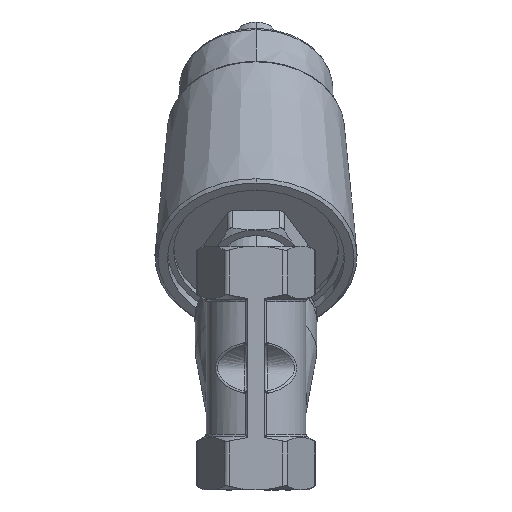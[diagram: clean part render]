
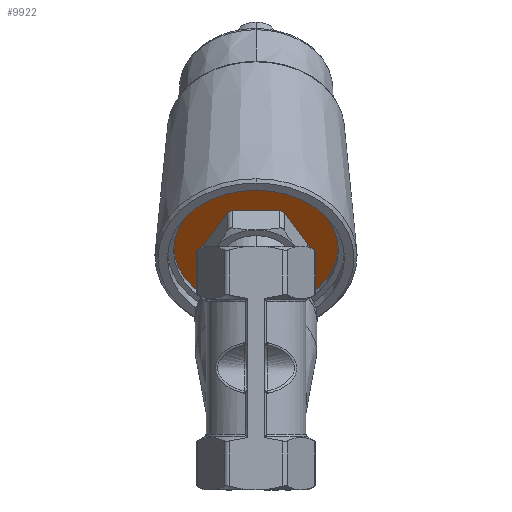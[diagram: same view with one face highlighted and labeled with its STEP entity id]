
A CAD part, front view. The second image highlights one B-rep face of the part: STEP entity #9922.
In plain terms, the highlighted planar face has unit normal (0, -0.766, -0.643).
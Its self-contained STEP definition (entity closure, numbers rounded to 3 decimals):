
#68 = EDGE_LOOP ( 'NONE', ( #10691, #23354 ) ) ;
#403 = AXIS2_PLACEMENT_3D ( 'NONE', #9118, #29362, #12057 ) ;
#463 = AXIS2_PLACEMENT_3D ( 'NONE', #33609, #16259, #36525 ) ;
#1480 = VERTEX_POINT ( 'NONE', #32916 ) ;
#1515 = VERTEX_POINT ( 'NONE', #32787 ) ;
#1536 = PLANE ( 'NONE',  #31458 ) ;
#1714 = DIRECTION ( 'NONE',  ( 0., -0.766, -0.643 ) ) ;
#1778 = CARTESIAN_POINT ( 'NONE',  ( -8.66, 61.54, 58.18 ) ) ;
#1963 = VERTEX_POINT ( 'NONE', #2625 ) ;
#2425 = CIRCLE ( 'NONE', #463, 2. ) ;
#2625 = CARTESIAN_POINT ( 'NONE',  ( 10.392, 82.752, 32.901 ) ) ;
#3139 = CARTESIAN_POINT ( 'NONE',  ( -19.053, 73.111, 44.392 ) ) ;
#3898 = VERTEX_POINT ( 'NONE', #12206 ) ;
#4476 = CARTESIAN_POINT ( 'NONE',  ( -17.321, 72.468, 45.158 ) ) ;
#4577 = LINE ( 'NONE', #32998, #12332 ) ;
#4810 = AXIS2_PLACEMENT_3D ( 'NONE', #6194, #26478, #9123 ) ;
#5229 = EDGE_CURVE ( 'NONE', #13280, #34920, #7823, .T. ) ;
#5292 = CARTESIAN_POINT ( 'NONE',  ( -8.66, 83.395, 32.135 ) ) ;
#5719 = CARTESIAN_POINT ( 'NONE',  ( -10.392, 82.752, 32.901 ) ) ;
#6194 = CARTESIAN_POINT ( 'NONE',  ( 0., 72.468, 45.158 ) ) ;
#6568 = EDGE_CURVE ( 'NONE', #15340, #3898, #35366, .T. ) ;
#6626 = CARTESIAN_POINT ( 'NONE',  ( 8.66, 61.54, 58.18 ) ) ;
#6940 = LINE ( 'NONE', #6626, #34162 ) ;
#6952 = AXIS2_PLACEMENT_3D ( 'NONE', #8567, #28808, #11489 ) ;
#7427 = DIRECTION ( 'NONE',  ( 0., -0.643, 0.766 ) ) ;
#7486 = ORIENTED_EDGE ( 'NONE', *, *, #14525, .F. ) ;
#7823 = CIRCLE ( 'NONE', #24082, 2. ) ;
#8462 = FACE_BOUND ( 'NONE', #27334, .T. ) ;
#8567 = CARTESIAN_POINT ( 'NONE',  ( 0., 72.468, 45.158 ) ) ;
#8971 = ORIENTED_EDGE ( 'NONE', *, *, #21869, .F. ) ;
#9118 = CARTESIAN_POINT ( 'NONE',  ( 17.321, 72.468, 45.158 ) ) ;
#9123 = DIRECTION ( 'NONE',  ( 0., -0.643, 0.766 ) ) ;
#9463 = DIRECTION ( 'NONE',  ( 0., -0.766, -0.643 ) ) ;
#9618 = CIRCLE ( 'NONE', #29061, 2. ) ;
#9922 = ADVANCED_FACE ( 'NONE', ( #17062, #8462 ), #1536, .F. ) ;
#10338 = VERTEX_POINT ( 'NONE', #17919 ) ;
#10691 = ORIENTED_EDGE ( 'NONE', *, *, #12422, .T. ) ;
#11489 = DIRECTION ( 'NONE',  ( 0., -0.643, 0.766 ) ) ;
#11532 = LINE ( 'NONE', #15247, #37369 ) ;
#11870 = EDGE_CURVE ( 'NONE', #3898, #13280, #6940, .T. ) ;
#12057 = DIRECTION ( 'NONE',  ( 0., -0.643, 0.766 ) ) ;
#12206 = CARTESIAN_POINT ( 'NONE',  ( 8.66, 61.54, 58.18 ) ) ;
#12332 = VECTOR ( 'NONE', #30074, 1000. ) ;
#12422 = EDGE_CURVE ( 'NONE', #1480, #34883, #16453, .T. ) ;
#12872 = EDGE_CURVE ( 'NONE', #31155, #21926, #37290, .T. ) ;
#13278 = CARTESIAN_POINT ( 'NONE',  ( 0., 72.468, 45.158 ) ) ;
#13280 = VERTEX_POINT ( 'NONE', #1778 ) ;
#13384 = ORIENTED_EDGE ( 'NONE', *, *, #18871, .F. ) ;
#14145 = CARTESIAN_POINT ( 'NONE',  ( -19.053, 73.111, 44.392 ) ) ;
#14372 = LINE ( 'NONE', #34702, #22022 ) ;
#14437 = DIRECTION ( 'NONE',  ( -0.5, 0.557, -0.663 ) ) ;
#14525 = EDGE_CURVE ( 'NONE', #31453, #23810, #28091, .T. ) ;
#14894 = DIRECTION ( 'NONE',  ( 0., -0.766, -0.643 ) ) ;
#15044 = CIRCLE ( 'NONE', #6952, 30.5 ) ;
#15247 = CARTESIAN_POINT ( 'NONE',  ( 19.053, 71.825, 45.924 ) ) ;
#15340 = VERTEX_POINT ( 'NONE', #25731 ) ;
#15388 = AXIS2_PLACEMENT_3D ( 'NONE', #19131, #1714, #22038 ) ;
#15422 = ORIENTED_EDGE ( 'NONE', *, *, #27059, .F. ) ;
#15601 = ORIENTED_EDGE ( 'NONE', *, *, #33318, .F. ) ;
#16189 = DIRECTION ( 'NONE',  ( 0., -0.643, 0.766 ) ) ;
#16259 = DIRECTION ( 'NONE',  ( 0., -0.766, -0.643 ) ) ;
#16453 = CIRCLE ( 'NONE', #4810, 30.5 ) ;
#16986 = DIRECTION ( 'NONE',  ( 1., 0., 0. ) ) ;
#17062 = FACE_OUTER_BOUND ( 'NONE', #68, .T. ) ;
#17104 = CARTESIAN_POINT ( 'NONE',  ( 0., 52.863, 68.522 ) ) ;
#17833 = ORIENTED_EDGE ( 'NONE', *, *, #5229, .F. ) ;
#17881 = EDGE_CURVE ( 'NONE', #25721, #15340, #11532, .T. ) ;
#17919 = CARTESIAN_POINT ( 'NONE',  ( -19.053, 71.825, 45.924 ) ) ;
#18104 = ORIENTED_EDGE ( 'NONE', *, *, #34195, .F. ) ;
#18268 = ORIENTED_EDGE ( 'NONE', *, *, #6568, .F. ) ;
#18871 = EDGE_CURVE ( 'NONE', #10338, #31453, #9618, .T. ) ;
#19131 = CARTESIAN_POINT ( 'NONE',  ( 8.66, 62.826, 56.648 ) ) ;
#21042 = CARTESIAN_POINT ( 'NONE',  ( 19.053, 71.825, 45.924 ) ) ;
#21869 = EDGE_CURVE ( 'NONE', #1515, #25721, #22896, .T. ) ;
#21926 = VERTEX_POINT ( 'NONE', #23555 ) ;
#22022 = VECTOR ( 'NONE', #14437, 1000. ) ;
#22038 = DIRECTION ( 'NONE',  ( 0., -0.643, 0.766 ) ) ;
#22896 = CIRCLE ( 'NONE', #403, 2. ) ;
#23354 = ORIENTED_EDGE ( 'NONE', *, *, #37066, .T. ) ;
#23555 = CARTESIAN_POINT ( 'NONE',  ( 8.66, 83.395, 32.135 ) ) ;
#23810 = VERTEX_POINT ( 'NONE', #5719 ) ;
#23976 = DIRECTION ( 'NONE',  ( -1., 0., 0. ) ) ;
#24082 = AXIS2_PLACEMENT_3D ( 'NONE', #32200, #14894, #35159 ) ;
#24765 = DIRECTION ( 'NONE',  ( 0., -0.766, -0.643 ) ) ;
#25721 = VERTEX_POINT ( 'NONE', #21042 ) ;
#25731 = CARTESIAN_POINT ( 'NONE',  ( 10.392, 62.183, 57.414 ) ) ;
#25818 = CIRCLE ( 'NONE', #31454, 2. ) ;
#26324 = CARTESIAN_POINT ( 'NONE',  ( -10.392, 62.183, 57.414 ) ) ;
#26478 = DIRECTION ( 'NONE',  ( 0., -0.766, -0.643 ) ) ;
#26809 = CARTESIAN_POINT ( 'NONE',  ( -8.66, 82.11, 33.667 ) ) ;
#27059 = EDGE_CURVE ( 'NONE', #1963, #1515, #4577, .T. ) ;
#27334 = EDGE_LOOP ( 'NONE', ( #36059, #33324, #7486, #13384, #15601, #17833, #30506, #18268, #35922, #8971, #15422, #18104 ) ) ;
#28091 = LINE ( 'NONE', #14145, #34896 ) ;
#28545 = EDGE_CURVE ( 'NONE', #23810, #31155, #25818, .T. ) ;
#28808 = DIRECTION ( 'NONE',  ( 0., -0.766, -0.643 ) ) ;
#29061 = AXIS2_PLACEMENT_3D ( 'NONE', #4476, #24765, #7427 ) ;
#29362 = DIRECTION ( 'NONE',  ( 0., -0.766, -0.643 ) ) ;
#29706 = DIRECTION ( 'NONE',  ( 0., -0.643, 0.766 ) ) ;
#30074 = DIRECTION ( 'NONE',  ( 0.5, -0.557, 0.663 ) ) ;
#30457 = CARTESIAN_POINT ( 'NONE',  ( -8.66, 83.395, 32.135 ) ) ;
#30506 = ORIENTED_EDGE ( 'NONE', *, *, #11870, .F. ) ;
#31155 = VERTEX_POINT ( 'NONE', #30457 ) ;
#31453 = VERTEX_POINT ( 'NONE', #3139 ) ;
#31454 = AXIS2_PLACEMENT_3D ( 'NONE', #26809, #9463, #29706 ) ;
#31458 = AXIS2_PLACEMENT_3D ( 'NONE', #13278, #33540, #16189 ) ;
#32200 = CARTESIAN_POINT ( 'NONE',  ( -8.66, 62.826, 56.648 ) ) ;
#32569 = DIRECTION ( 'NONE',  ( -0.5, -0.557, 0.663 ) ) ;
#32787 = CARTESIAN_POINT ( 'NONE',  ( 19.053, 73.111, 44.392 ) ) ;
#32916 = CARTESIAN_POINT ( 'NONE',  ( 0., 92.073, 21.793 ) ) ;
#32998 = CARTESIAN_POINT ( 'NONE',  ( 10.392, 82.752, 32.901 ) ) ;
#33318 = EDGE_CURVE ( 'NONE', #34920, #10338, #14372, .T. ) ;
#33324 = ORIENTED_EDGE ( 'NONE', *, *, #28545, .F. ) ;
#33540 = DIRECTION ( 'NONE',  ( 0., 0.766, 0.643 ) ) ;
#33609 = CARTESIAN_POINT ( 'NONE',  ( 8.66, 82.11, 33.667 ) ) ;
#33646 = VECTOR ( 'NONE', #16986, 1000. ) ;
#34162 = VECTOR ( 'NONE', #23976, 1000. ) ;
#34195 = EDGE_CURVE ( 'NONE', #21926, #1963, #2425, .T. ) ;
#34412 = DIRECTION ( 'NONE',  ( 0.5, 0.557, -0.663 ) ) ;
#34702 = CARTESIAN_POINT ( 'NONE',  ( -10.392, 62.183, 57.414 ) ) ;
#34883 = VERTEX_POINT ( 'NONE', #17104 ) ;
#34896 = VECTOR ( 'NONE', #34412, 1000. ) ;
#34920 = VERTEX_POINT ( 'NONE', #26324 ) ;
#35159 = DIRECTION ( 'NONE',  ( 0., -0.643, 0.766 ) ) ;
#35366 = CIRCLE ( 'NONE', #15388, 2. ) ;
#35922 = ORIENTED_EDGE ( 'NONE', *, *, #17881, .F. ) ;
#36059 = ORIENTED_EDGE ( 'NONE', *, *, #12872, .F. ) ;
#36525 = DIRECTION ( 'NONE',  ( 0., -0.643, 0.766 ) ) ;
#37066 = EDGE_CURVE ( 'NONE', #34883, #1480, #15044, .T. ) ;
#37290 = LINE ( 'NONE', #5292, #33646 ) ;
#37369 = VECTOR ( 'NONE', #32569, 1000. ) ;
